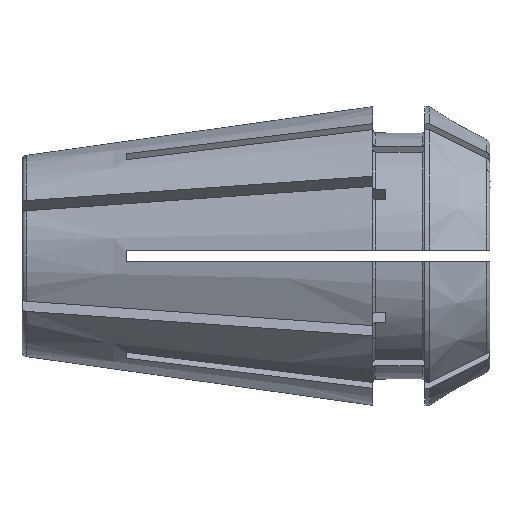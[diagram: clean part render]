
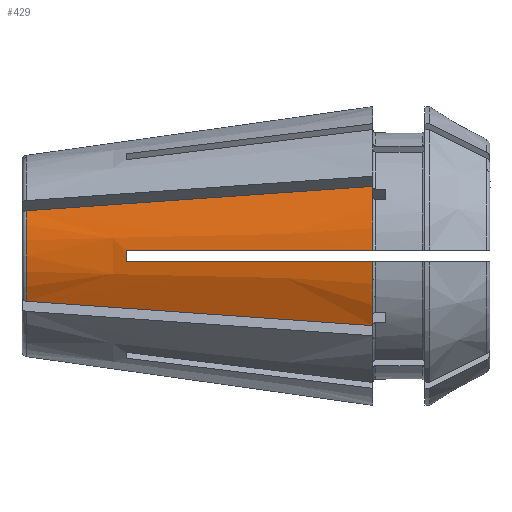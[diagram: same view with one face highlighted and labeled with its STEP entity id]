
A CAD part, front view. The second image highlights one B-rep face of the part: STEP entity #429.
In plain terms, the highlighted conical face has half-angle 8 degrees and reference radius 5.718 mm.
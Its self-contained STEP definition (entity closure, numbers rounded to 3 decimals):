
#429 = ADVANCED_FACE( '', ( #885 ), #886, .T. );
#885 = FACE_OUTER_BOUND( '', #1364, .T. );
#886 = CONICAL_SURFACE( '', #1365, 5.718, 0.14 );
#1364 = EDGE_LOOP( '', ( #2693, #2694, #2695, #2696, #2697, #2698, #2699, #2700 ) );
#1365 = AXIS2_PLACEMENT_3D( '', #2701, #2702, #2703 );
#2693 = ORIENTED_EDGE( '', *, *, #3506, .F. );
#2694 = ORIENTED_EDGE( '', *, *, #3334, .F. );
#2695 = ORIENTED_EDGE( '', *, *, #3491, .T. );
#2696 = ORIENTED_EDGE( '', *, *, #3533, .T. );
#2697 = ORIENTED_EDGE( '', *, *, #3408, .F. );
#2698 = ORIENTED_EDGE( '', *, *, #3244, .T. );
#2699 = ORIENTED_EDGE( '', *, *, #3563, .T. );
#2700 = ORIENTED_EDGE( '', *, *, #3170, .T. );
#2701 = CARTESIAN_POINT( '', ( -0.228, 0., 0. ) );
#2702 = DIRECTION( '', ( 1., 0., 0. ) );
#2703 = DIRECTION( '', ( 0., 0., -1. ) );
#3170 = EDGE_CURVE( '', #3912, #3909, #3913, .T. );
#3244 = EDGE_CURVE( '', #4021, #4024, #4026, .T. );
#3334 = EDGE_CURVE( '', #4170, #4166, #4172, .T. );
#3408 = EDGE_CURVE( '', #4021, #4274, #4275, .T. );
#3491 = EDGE_CURVE( '', #4170, #4382, #4384, .T. );
#3506 = EDGE_CURVE( '', #4166, #3909, #4403, .T. );
#3533 = EDGE_CURVE( '', #4382, #4274, #4438, .T. );
#3563 = EDGE_CURVE( '', #4024, #3912, #4471, .T. );
#3909 = VERTEX_POINT( '', #5243 );
#3912 = VERTEX_POINT( '', #5247 );
#3913 = CIRCLE( '', #5248, 5.75 );
#4021 = VERTEX_POINT( '', #5479 );
#4024 = VERTEX_POINT( '', #5484 );
#4026 = CIRCLE( '', #5487, 4.415 );
#4166 = VERTEX_POINT( '', #5857 );
#4170 = VERTEX_POINT( '', #5866 );
#4172 = CIRCLE( '', #5873, 3.877 );
#4274 = VERTEX_POINT( '', #6112 );
#4275 = B_SPLINE_CURVE_WITH_KNOTS( '', 3, ( #6113, #6114, #6115, #6116, #6117, #6118, #6119, #6120, #6121, #6122 ), .UNSPECIFIED., .F., .F., ( 4, 3, 3, 4 ), ( 0.007, 0.008, 0.016, 0.016 ), .UNSPECIFIED. );
#4382 = VERTEX_POINT( '', #6368 );
#4384 = B_SPLINE_CURVE_WITH_KNOTS( '', 3, ( #6371, #6372, #6373, #6374, #6375, #6376, #6377 ), .UNSPECIFIED., .F., .F., ( 4, 3, 4 ), ( 0., 0.007, 0.013 ), .UNSPECIFIED. );
#4403 = B_SPLINE_CURVE_WITH_KNOTS( '', 3, ( #6429, #6430, #6431, #6432, #6433, #6434, #6435 ), .UNSPECIFIED., .F., .F., ( 4, 3, 4 ), ( 0., 0.007, 0.013 ), .UNSPECIFIED. );
#4438 = CIRCLE( '', #6518, 5.75 );
#4471 = B_SPLINE_CURVE_WITH_KNOTS( '', 3, ( #6564, #6565, #6566, #6567, #6568, #6569, #6570, #6571, #6572, #6573 ), .UNSPECIFIED., .F., .F., ( 4, 3, 3, 4 ), ( 0.007, 0.008, 0.016, 0.016 ), .UNSPECIFIED. );
#5243 = CARTESIAN_POINT( '', ( 0., -5.088, 2.678 ) );
#5247 = CARTESIAN_POINT( '', ( 0., -5.746, 0.225 ) );
#5248 = AXIS2_PLACEMENT_3D( '', #6916, #6917, #6918 );
#5479 = CARTESIAN_POINT( '', ( -9.5, -4.409, -0.225 ) );
#5484 = CARTESIAN_POINT( '', ( -9.5, -4.409, 0.225 ) );
#5487 = AXIS2_PLACEMENT_3D( '', #7007, #7008, #7009 );
#5857 = CARTESIAN_POINT( '', ( -13.328, -3.464, 1.74 ) );
#5866 = CARTESIAN_POINT( '', ( -13.328, -3.464, -1.74 ) );
#5873 = AXIS2_PLACEMENT_3D( '', #7085, #7086, #7087 );
#6112 = CARTESIAN_POINT( '', ( 0., -5.746, -0.225 ) );
#6113 = CARTESIAN_POINT( '', ( -9.5, -4.409, -0.225 ) );
#6114 = CARTESIAN_POINT( '', ( -9.114, -4.463, -0.225 ) );
#6115 = CARTESIAN_POINT( '', ( -8.727, -4.518, -0.225 ) );
#6116 = CARTESIAN_POINT( '', ( -8.341, -4.572, -0.225 ) );
#6117 = CARTESIAN_POINT( '', ( -5.688, -4.945, -0.225 ) );
#6118 = CARTESIAN_POINT( '', ( -3.035, -5.319, -0.225 ) );
#6119 = CARTESIAN_POINT( '', ( -0.383, -5.692, -0.225 ) );
#6120 = CARTESIAN_POINT( '', ( -0.255, -5.71, -0.225 ) );
#6121 = CARTESIAN_POINT( '', ( -0.128, -5.728, -0.225 ) );
#6122 = CARTESIAN_POINT( '', ( 0., -5.746, -0.225 ) );
#6368 = CARTESIAN_POINT( '', ( 0., -5.088, -2.678 ) );
#6371 = CARTESIAN_POINT( '', ( -13.328, -3.464, -1.74 ) );
#6372 = CARTESIAN_POINT( '', ( -11.081, -3.738, -1.898 ) );
#6373 = CARTESIAN_POINT( '', ( -8.835, -4.012, -2.057 ) );
#6374 = CARTESIAN_POINT( '', ( -6.588, -4.286, -2.215 ) );
#6375 = CARTESIAN_POINT( '', ( -4.392, -4.553, -2.369 ) );
#6376 = CARTESIAN_POINT( '', ( -2.196, -4.821, -2.524 ) );
#6377 = CARTESIAN_POINT( '', ( 0., -5.088, -2.678 ) );
#6429 = CARTESIAN_POINT( '', ( -13.328, -3.464, 1.74 ) );
#6430 = CARTESIAN_POINT( '', ( -11.081, -3.738, 1.898 ) );
#6431 = CARTESIAN_POINT( '', ( -8.835, -4.012, 2.057 ) );
#6432 = CARTESIAN_POINT( '', ( -6.588, -4.286, 2.215 ) );
#6433 = CARTESIAN_POINT( '', ( -4.392, -4.553, 2.369 ) );
#6434 = CARTESIAN_POINT( '', ( -2.196, -4.821, 2.524 ) );
#6435 = CARTESIAN_POINT( '', ( 0., -5.088, 2.678 ) );
#6518 = AXIS2_PLACEMENT_3D( '', #7282, #7283, #7284 );
#6564 = CARTESIAN_POINT( '', ( -9.5, -4.409, 0.225 ) );
#6565 = CARTESIAN_POINT( '', ( -9.114, -4.463, 0.225 ) );
#6566 = CARTESIAN_POINT( '', ( -8.727, -4.518, 0.225 ) );
#6567 = CARTESIAN_POINT( '', ( -8.341, -4.572, 0.225 ) );
#6568 = CARTESIAN_POINT( '', ( -5.688, -4.945, 0.225 ) );
#6569 = CARTESIAN_POINT( '', ( -3.035, -5.319, 0.225 ) );
#6570 = CARTESIAN_POINT( '', ( -0.383, -5.692, 0.225 ) );
#6571 = CARTESIAN_POINT( '', ( -0.255, -5.71, 0.225 ) );
#6572 = CARTESIAN_POINT( '', ( -0.128, -5.728, 0.225 ) );
#6573 = CARTESIAN_POINT( '', ( 0., -5.746, 0.225 ) );
#6916 = CARTESIAN_POINT( '', ( 0., 0., 0. ) );
#6917 = DIRECTION( '', ( -1., 0., 0. ) );
#6918 = DIRECTION( '', ( 0., 0., 1. ) );
#7007 = CARTESIAN_POINT( '', ( -9.5, 0., 0. ) );
#7008 = DIRECTION( '', ( -1., 0., 0. ) );
#7009 = DIRECTION( '', ( 0., 0., 1. ) );
#7085 = CARTESIAN_POINT( '', ( -13.328, 0., 0. ) );
#7086 = DIRECTION( '', ( -1., 0., 0. ) );
#7087 = DIRECTION( '', ( 0., 0., 1. ) );
#7282 = CARTESIAN_POINT( '', ( 0., 0., 0. ) );
#7283 = DIRECTION( '', ( -1., 0., 0. ) );
#7284 = DIRECTION( '', ( 0., 0., 1. ) );
